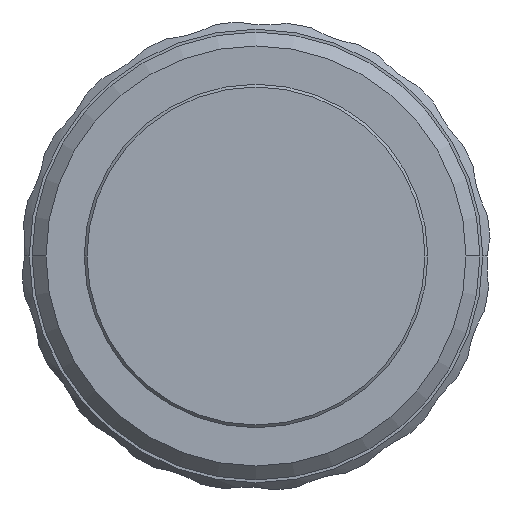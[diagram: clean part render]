
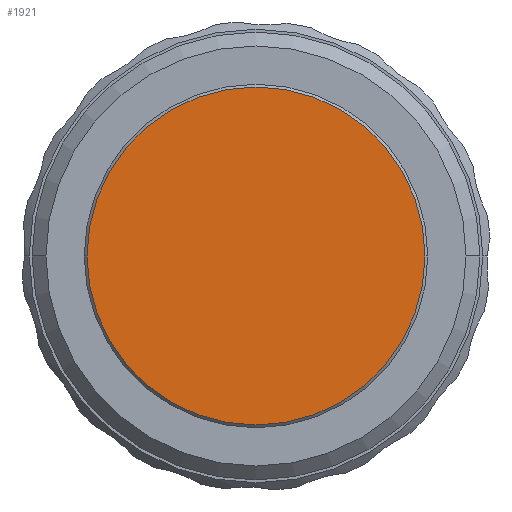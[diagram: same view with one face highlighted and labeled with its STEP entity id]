
A CAD part, front view. The second image highlights one B-rep face of the part: STEP entity #1921.
In plain terms, the highlighted planar face has unit normal (0, -1, 0).
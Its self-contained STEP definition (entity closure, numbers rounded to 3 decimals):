
#143 = CARTESIAN_POINT ( 'NONE',  ( 1357.868, 961.743, 0. ) ) ;
#226 = AXIS2_PLACEMENT_3D ( 'NONE', #2089, #2488, #2504 ) ;
#249 = VERTEX_POINT ( 'NONE', #143 ) ;
#301 = VERTEX_POINT ( 'NONE', #2377 ) ;
#392 = CARTESIAN_POINT ( 'NONE',  ( -1345.718, 961.741, 0. ) ) ;
#661 = CIRCLE ( 'NONE', #2124, 12.15 ) ;
#721 = ORIENTED_EDGE ( 'NONE', *, *, #1093, .F. ) ;
#935 = DIRECTION ( 'NONE',  ( 0., 1., 0. ) ) ;
#985 = EDGE_CURVE ( 'NONE', #301, #249, #1899, .T. ) ;
#1022 = FACE_OUTER_BOUND ( 'NONE', #2054, .T. ) ;
#1052 = ORIENTED_EDGE ( 'NONE', *, *, #985, .F. ) ;
#1093 = EDGE_CURVE ( 'NONE', #249, #301, #661, .T. ) ;
#1177 = AXIS2_PLACEMENT_3D ( 'NONE', #392, #2589, #1816 ) ;
#1313 = CARTESIAN_POINT ( 'NONE',  ( 1345.718, 961.743, 0. ) ) ;
#1816 = DIRECTION ( 'NONE',  ( 1., 0., 0. ) ) ;
#1899 = CIRCLE ( 'NONE', #226, 12.15 ) ;
#1921 = ADVANCED_FACE ( 'NONE', ( #1022 ), #2029, .T. ) ;
#2029 = PLANE ( 'NONE',  #1177 ) ;
#2054 = EDGE_LOOP ( 'NONE', ( #1052, #721 ) ) ;
#2089 = CARTESIAN_POINT ( 'NONE',  ( 1345.718, 961.743, 0. ) ) ;
#2124 = AXIS2_PLACEMENT_3D ( 'NONE', #1313, #935, #2317 ) ;
#2317 = DIRECTION ( 'NONE',  ( -1., 0., 0. ) ) ;
#2377 = CARTESIAN_POINT ( 'NONE',  ( 1333.568, 961.743, 0. ) ) ;
#2488 = DIRECTION ( 'NONE',  ( 0., 1., 0. ) ) ;
#2504 = DIRECTION ( 'NONE',  ( -1., 0., 0. ) ) ;
#2589 = DIRECTION ( 'NONE',  ( 0., -1., 0. ) ) ;
